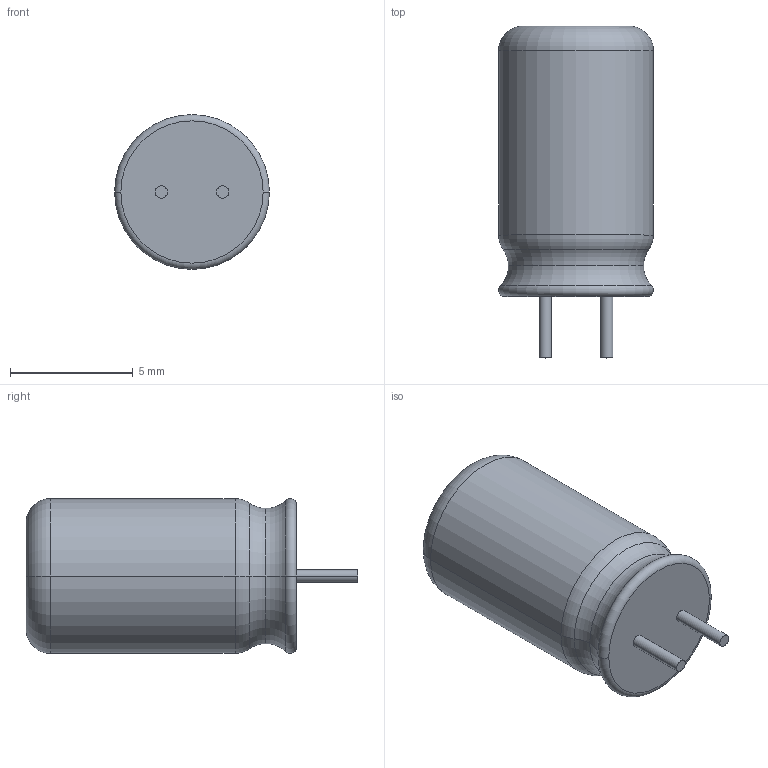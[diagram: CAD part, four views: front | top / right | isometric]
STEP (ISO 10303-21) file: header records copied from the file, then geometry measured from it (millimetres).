
FILE_DESCRIPTION (( 'STEP AP214' ), '1' );
FILE_NAME ('20F07F3F-04EC-45A1-9A59-A203BB6D4A52.STEP', '2023-04-03T03:24:09', ( '' ), ( '' ), 'SwSTEP 2.0', 'SolidWorks 2022', '' );
FILE_SCHEMA (( 'AUTOMOTIVE_DESIGN' ));
Length unit declared in the file: millimetre
Products named in the file (1): 20F07F3F-04EC-45A1-9A59-A203BB6D4A52
Bounding box: 6.3 x 13.5 x 6.3 mm (x, y, z)
Volume: 330.1 mm3; surface area: 277.1 mm2
Topology: 1 solids, 1 shells, 20 faces, 38 edges, 22 vertices
Faces by surface type: torus 10, cylinder 6, plane 4
Entity records: 548 total; most frequent: DIRECTION 112, CARTESIAN_POINT 81, ORIENTED_EDGE 76, AXIS2_PLACEMENT_3D 53, EDGE_CURVE 38, CIRCLE 32, VERTEX_POINT 22, EDGE_LOOP 22
